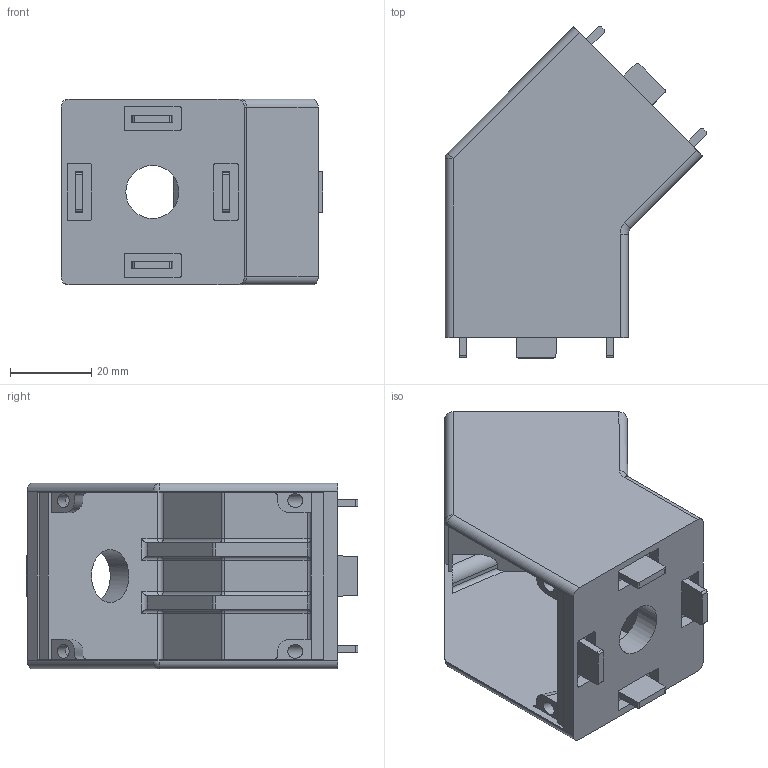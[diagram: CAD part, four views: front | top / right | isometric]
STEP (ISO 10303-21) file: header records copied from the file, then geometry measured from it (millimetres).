
FILE_DESCRIPTION(/* description */ ('STEP AP214'),/* implementation_level */ '2;1');
FILE_NAME(/* name */ '093WS45145N10RS01R02',/* time_stamp */ '2022-09-29T15:01:03+02:00',/* author */ ('License CC BY-ND 4.0'),/* organization */ ('CADENAS'),/* preprocessor_version */ 'ST-DEVELOPER v18.102',/* originating_system */ 'PARTsolutions',/* authorisation */ ' ');
FILE_SCHEMA (('AUTOMOTIVE_DESIGN {1 0 10303 214 3 1 1}'));
Length unit declared in the file: millimetre
Products named in the file (3): 093WS45145N10RS01R02; 093WS45145N10RS01R02b; 093WS45145N10RS01R02d
Assembly tree (2 placements, depth 2):
  093WS45145N10RS01R02
    093WS45145N10RS01R02b
    093WS45145N10RS01R02d
Bounding box: 64.34 x 81.5 x 45.65 mm (x, y, z)
Volume: 46544.3 mm3; surface area: 27113.3 mm2
Topology: 1 solids, 1 shells, 246 faces, 638 edges, 405 vertices
Faces by surface type: plane 126, cylinder 104, sphere 10, torus 6
Full cylindrical faces by diameter (mm): 3.4 x4, 13 x2
Entity records: 7462 total; most frequent: DIRECTION 1328, CARTESIAN_POINT 1272, ORIENTED_EDGE 1240, EDGE_CURVE 620, AXIS2_PLACEMENT_3D 459, LINE 410, VECTOR 410, VERTEX_POINT 402
